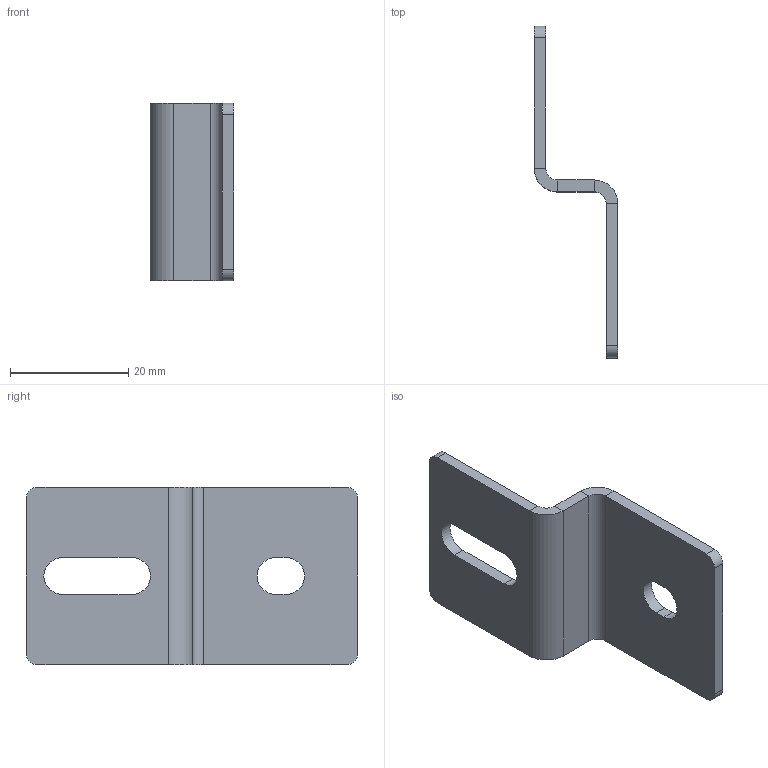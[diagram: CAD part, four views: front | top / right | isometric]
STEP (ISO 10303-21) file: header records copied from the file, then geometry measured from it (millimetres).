
FILE_DESCRIPTION (( 'STEP AP214' ), '1' );
FILE_NAME ('F60 Êðåïëåíèå äëÿ ñåòêè, 30 ñåðèÿ, ïëàñòèíà 30õ60.STEP', '2020-08-07T13:56:33', ( 'Windows User' ), ( '' ), 'SwSTEP 2.0', 'SolidWorks 2020', '' );
FILE_SCHEMA (( 'AUTOMOTIVE_DESIGN' ));
Length unit declared in the file: millimetre
Products named in the file (1): F60 Êðåïëåíèå äëÿ ñåòêè, 30 ñåðèÿ, ïëàñòèíà 30õ60
Bounding box: 14.17 x 56 x 30 mm (x, y, z)
Volume: 3639.4 mm3; surface area: 4147.2 mm2
Topology: 1 solids, 1 shells, 36 faces, 86 edges, 52 vertices
Faces by surface type: plane 22, cylinder 14
Entity records: 1072 total; most frequent: DIRECTION 188, CARTESIAN_POINT 175, ORIENTED_EDGE 172, EDGE_CURVE 86, AXIS2_PLACEMENT_3D 65, LINE 58, VECTOR 58, VERTEX_POINT 52
